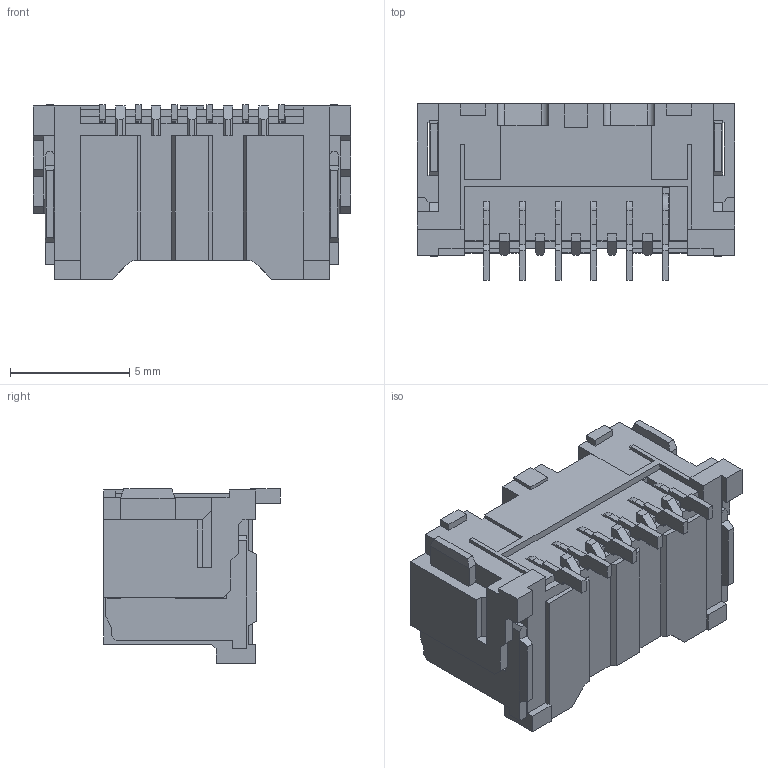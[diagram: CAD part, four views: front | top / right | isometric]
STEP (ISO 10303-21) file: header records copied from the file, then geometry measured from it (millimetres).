
FILE_DESCRIPTION((''),'2;1');
FILE_NAME('5025840670','2019-07-04T',('gga'),(''),'PRO/ENGINEER BY PARAMETRIC TECHNOLOGY CORPORATION, 2016010','PRO/ENGINEER BY PARAMETRIC TECHNOLOGY CORPORATION, 2016010','');
FILE_SCHEMA(('CONFIG_CONTROL_DESIGN'));
Length unit declared in the file: millimetre
Products named in the file (1): 5025840670
Bounding box: 13.3 x 7.4 x 7.3 mm (x, y, z)
Volume: 259.4 mm3; surface area: 769.1 mm2
Topology: 1 solids, 1 shells, 537 faces, 1620 edges, 1070 vertices
Faces by surface type: plane 489, cylinder 48
Entity records: 17867 total; most frequent: CARTESIAN_POINT 3266, ORIENTED_EDGE 3176, DIRECTION 2764, EDGE_CURVE 1588, VECTOR 1520, LINE 1520, VERTEX_POINT 1038, AXIS2_PLACEMENT_3D 622
